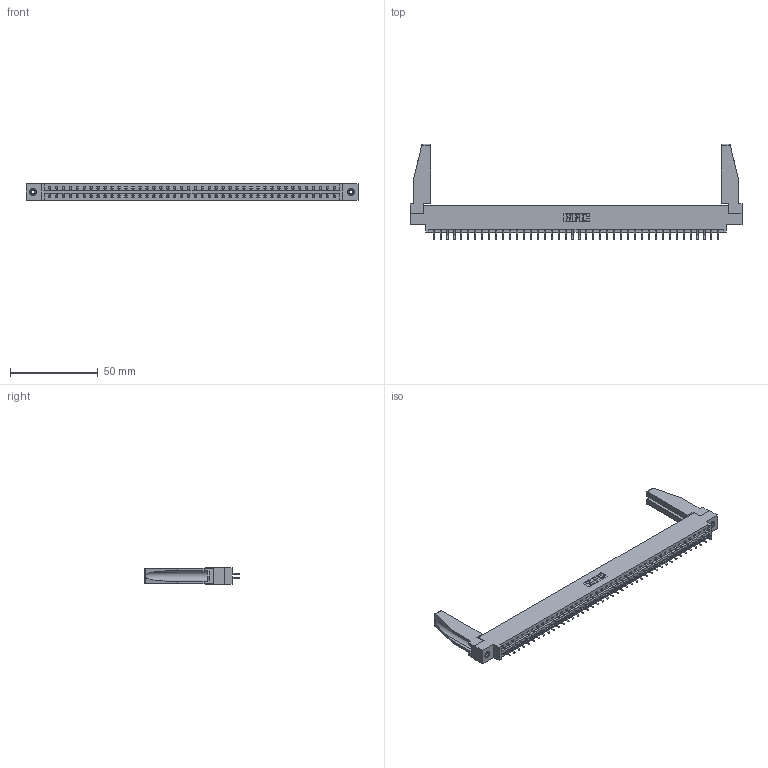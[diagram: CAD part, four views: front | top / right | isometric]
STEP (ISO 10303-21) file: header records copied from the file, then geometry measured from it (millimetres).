
FILE_DESCRIPTION (( 'STEP AP203' ), '1' );
FILE_NAME ('387-084-556-878.STEP', '2019-10-23T02:12:39', ( '' ), ( '' ), 'SwSTEP 2.0', 'SolidWorks 2016', '' );
FILE_SCHEMA (( 'CONFIG_CONTROL_DESIGN' ));
Length unit declared in the file: inch
Products named in the file (5): 337 Part_0.170 Offset - 0.156 Dia-TI; 307-220-078; 345-292-001_556 Tail; 345-250-001_345-250-001-102; 387-084-556-878
Assembly tree (89 placements, depth 2):
  387-084-556-878
    337 Part_0.170 Offset - 0.156 Dia-TI
    345-292-001_556 Tail  x84
    345-250-001_345-250-001-102  x2
    307-220-078  x2
Bounding box: 189.43 x 54.37 x 9.4 mm (x, y, z)
Volume: 23836.5 mm3; surface area: 26282.4 mm2
Topology: 89 solids, 89 shells, 5288 faces, 15689 edges, 10338 vertices
Faces by surface type: plane 3686, cylinder 1586, cone 12, torus 4
Entity records: 35356 total; most frequent: CARTESIAN_POINT 5972, ORIENTED_EDGE 5852, DIRECTION 5074, EDGE_CURVE 2926, LINE 2752, VECTOR 2752, VERTEX_POINT 1944, AXIS2_PLACEMENT_3D 1161
